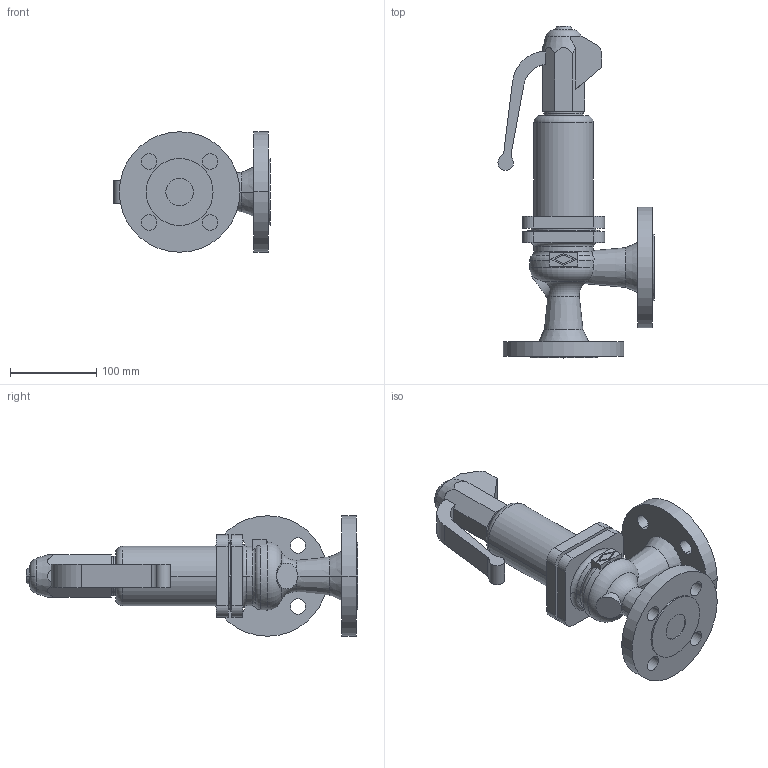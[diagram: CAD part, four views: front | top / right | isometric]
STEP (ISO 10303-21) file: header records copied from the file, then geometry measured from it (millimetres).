
FILE_DESCRIPTION(('Creo Elements/Direct Modeling STEP Export'),'2;1');
FILE_NAME('c000000871.stp','2013-12-03T 9:24:49',(''),(''),'Creo Elements/Direct Modeling STEP processor for AP214 (Solid Model)','Creo Elements/Direct Modeling 17.0D 15-Jul-2011 (C) Parametric Technology GmbH','');
FILE_SCHEMA(('AUTOMOTIVE_DESIGN { 1 0 10303 214 1 1 1 1 }'));
Length unit declared in the file: millimetre
Products named in the file (1): 1
Bounding box: 181.27 x 385.5 x 140 mm (x, y, z)
Volume: 1844876.8 mm3; surface area: 193395.9 mm2
Topology: 1 solids, 1 shells, 145 faces, 367 edges, 242 vertices
Faces by surface type: plane 63, cylinder 57, torus 13, cone 12
Entity records: 4483 total; most frequent: CARTESIAN_POINT 1070, ORIENTED_EDGE 734, DIRECTION 672, EDGE_CURVE 367, AXIS2_PLACEMENT_3D 251, VERTEX_POINT 242, EDGE_LOOP 179, VECTOR 170
